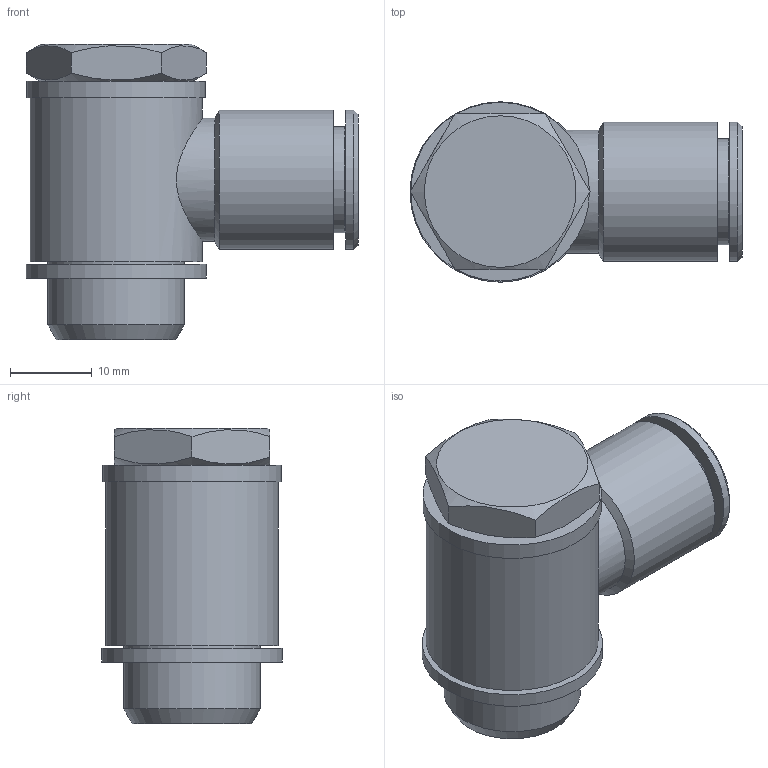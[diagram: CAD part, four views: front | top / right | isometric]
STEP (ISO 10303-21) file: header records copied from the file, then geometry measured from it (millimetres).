
FILE_DESCRIPTION(( 'RV.17.12.38.STP' ), '1');
FILE_NAME( 'RV.17.12.38.STP', '2018-10-09T16:43:27',( 'Sopra'),('sopra-pneumatic.com'), 'SwSTEP 2.0','SolidWorks 2009','' );
FILE_SCHEMA (('AUTOMOTIVE_DESIGN { 1 0 10303 214 1 1 1 1 }'));
Length unit declared in the file: millimetre
Products named in the file (6): Root; DR12-5; DICHTRING 3-8; R201212; 14404A_HOHLSCHRAUBE_3-8_SW19; 800044
Assembly tree (5 placements, depth 2):
  Root
    DR12-5
    DICHTRING 3-8
    R201212
    14404A_HOHLSCHRAUBE_3-8_SW19
    800044
Bounding box: 40.5 x 22 x 36 mm (x, y, z)
Volume: 9926.4 mm3; surface area: 9889.8 mm2
Topology: 5 solids, 5 shells, 52 faces, 110 edges, 72 vertices
Faces by surface type: plane 21, cylinder 17, cone 13, torus 1
Full cylindrical faces by diameter (mm): 10 x1, 11 x1, 12.15 x1, 12.25 x1, 12.9 x1, 14.5 x1, 15 x1, 16.5 x1, 16.662 x1, 16.7 x1, 16.75 x1, 17 x2, 17.1 x1, 21 x1, 21.8 x1, 22 x1
Entity records: 3248 total; most frequent: CARTESIAN_POINT 1531, DIRECTION 240, PRESENTATION_STYLE_ASSIGNMENT 131, COLOUR_RGB 129, DRAUGHTING_PRE_DEFINED_CURVE_FONT 126, CURVE_STYLE 126, OVER_RIDING_STYLED_ITEM 126, ORIENTED_EDGE 126
